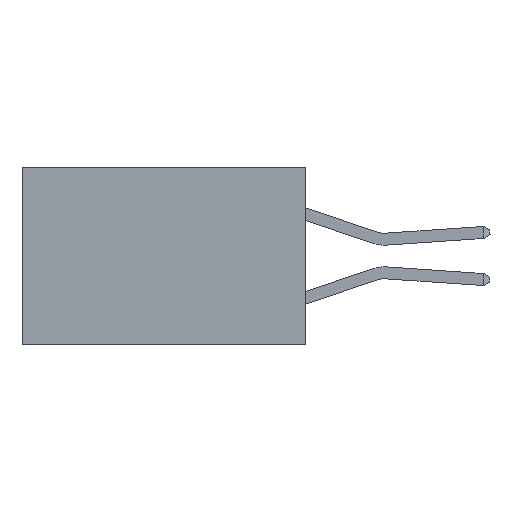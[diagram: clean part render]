
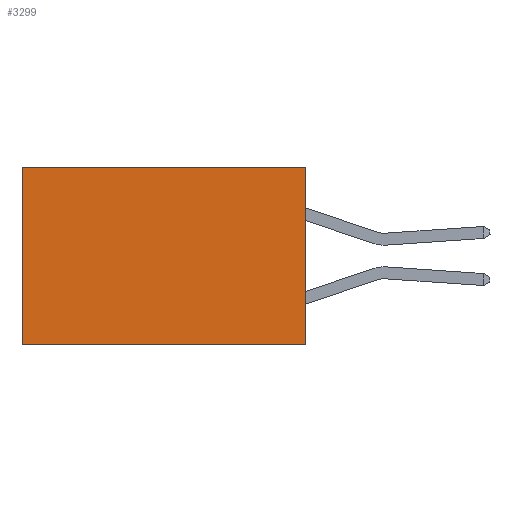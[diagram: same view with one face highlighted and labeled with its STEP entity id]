
A CAD part, left-side view. The second image highlights one B-rep face of the part: STEP entity #3299.
In plain terms, the highlighted planar face has unit normal (-1, 0, 0).
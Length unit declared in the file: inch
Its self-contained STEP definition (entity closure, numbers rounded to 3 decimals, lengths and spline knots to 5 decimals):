
#377 = EDGE_CURVE ( 'NONE', #7175, #3553, #9610, .T. ) ;
#573 = LINE ( 'NONE', #1765, #14773 ) ;
#1716 = CARTESIAN_POINT ( 'NONE',  ( 0.277, 0., 0. ) ) ;
#1762 = CARTESIAN_POINT ( 'NONE',  ( 0.277, 0., -0.37 ) ) ;
#1765 = CARTESIAN_POINT ( 'NONE',  ( 0.277, 0., 0. ) ) ;
#1911 = CARTESIAN_POINT ( 'NONE',  ( 0.277, 0., -0.37 ) ) ;
#2141 = DIRECTION ( 'NONE',  ( 1., 0., 0. ) ) ;
#2747 = DIRECTION ( 'NONE',  ( 0., 0., -1. ) ) ;
#3259 = ORIENTED_EDGE ( 'NONE', *, *, #13926, .T. ) ;
#3299 = ADVANCED_FACE ( 'NONE', ( #8943 ), #5516, .F. ) ;
#3553 = VERTEX_POINT ( 'NONE', #11367 ) ;
#3636 = EDGE_CURVE ( 'NONE', #4031, #3955, #10844, .T. ) ;
#3955 = VERTEX_POINT ( 'NONE', #1911 ) ;
#4031 = VERTEX_POINT ( 'NONE', #1716 ) ;
#4258 = DIRECTION ( 'NONE',  ( 0., 0., -1. ) ) ;
#4307 = DIRECTION ( 'NONE',  ( 0., 0., -1. ) ) ;
#5516 = PLANE ( 'NONE',  #12187 ) ;
#5927 = CARTESIAN_POINT ( 'NONE',  ( 0.277, 0.59, -0.37 ) ) ;
#6140 = DIRECTION ( 'NONE',  ( 0., 1., 0. ) ) ;
#6256 = CARTESIAN_POINT ( 'NONE',  ( 0.277, 0., -0.37 ) ) ;
#6381 = LINE ( 'NONE', #6256, #12736 ) ;
#6757 = VECTOR ( 'NONE', #2747, 39.37008 ) ;
#7175 = VERTEX_POINT ( 'NONE', #11554 ) ;
#7947 = VECTOR ( 'NONE', #4258, 39.37008 ) ;
#8670 = DIRECTION ( 'NONE',  ( 0., 1., 0. ) ) ;
#8943 = FACE_OUTER_BOUND ( 'NONE', #14059, .T. ) ;
#9019 = CARTESIAN_POINT ( 'NONE',  ( 0.277, 0., -0.37 ) ) ;
#9382 = EDGE_CURVE ( 'NONE', #3955, #3553, #6381, .T. ) ;
#9610 = LINE ( 'NONE', #5927, #6757 ) ;
#10844 = LINE ( 'NONE', #9019, #7947 ) ;
#11367 = CARTESIAN_POINT ( 'NONE',  ( 0.277, 0.59, -0.37 ) ) ;
#11539 = ORIENTED_EDGE ( 'NONE', *, *, #3636, .F. ) ;
#11554 = CARTESIAN_POINT ( 'NONE',  ( 0.277, 0.59, 0. ) ) ;
#12187 = AXIS2_PLACEMENT_3D ( 'NONE', #1762, #2141, #4307 ) ;
#12736 = VECTOR ( 'NONE', #6140, 39.37008 ) ;
#13523 = ORIENTED_EDGE ( 'NONE', *, *, #377, .T. ) ;
#13870 = ORIENTED_EDGE ( 'NONE', *, *, #9382, .F. ) ;
#13926 = EDGE_CURVE ( 'NONE', #4031, #7175, #573, .T. ) ;
#14059 = EDGE_LOOP ( 'NONE', ( #13523, #13870, #11539, #3259 ) ) ;
#14773 = VECTOR ( 'NONE', #8670, 39.37008 ) ;
